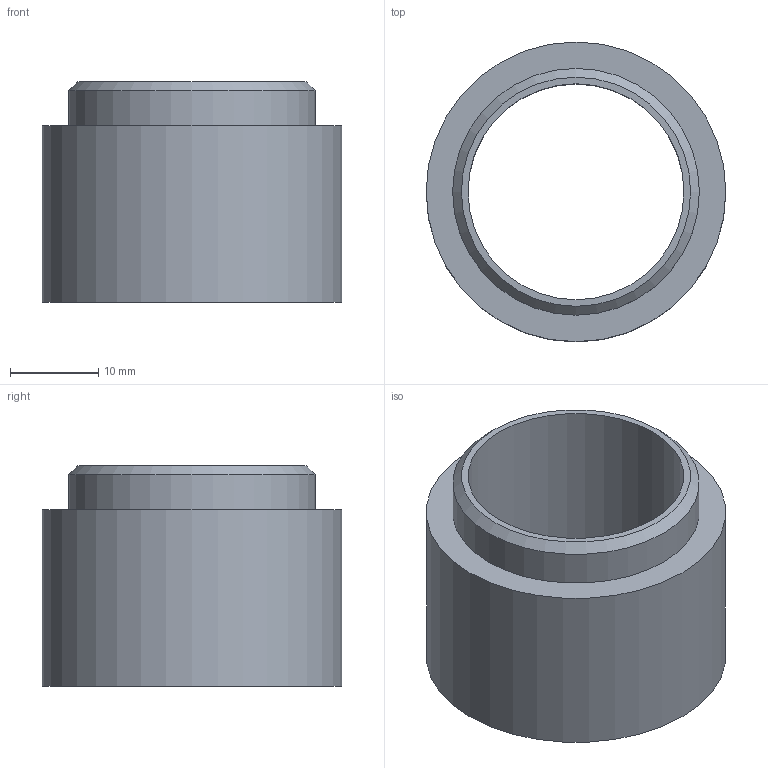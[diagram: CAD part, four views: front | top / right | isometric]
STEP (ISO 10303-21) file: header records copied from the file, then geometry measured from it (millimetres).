
FILE_DESCRIPTION(/* description */ ('Unknown'),/* implementation_level */ '2;1');
FILE_NAME(/* name */ 'Feder_Spacer',/* time_stamp */ '2024-02-27T11:23:19+01:00',/* author */ ('Unknown'),/* organization */ ('Unknown'),/* preprocessor_version */ 'ST-DEVELOPER v18.102',/* originating_system */ 'Solid Edge',/* authorisation */ 'Unknown');
FILE_SCHEMA (('AUTOMOTIVE_DESIGN {1 0 10303 214 3 1 1}'));
Length unit declared in the file: millimetre
Products named in the file (1): Feder_Spacer
Bounding box: 34 x 34 x 25 mm (x, y, z)
Volume: 8462.9 mm3; surface area: 5392.1 mm2
Topology: 1 solids, 1 shells, 9 faces, 16 edges, 11 vertices
Faces by surface type: cylinder 4, plane 4, cone 1
Full cylindrical faces by diameter (mm): 24.5 x1, 28 x1, 28.3 x1, 34 x1
Entity records: 218 total; most frequent: DIRECTION 38, CARTESIAN_POINT 28, AXIS2_PLACEMENT_3D 19, ORIENTED_EDGE 18, EDGE_LOOP 18, FACE_BOUND 18, EDGE_CURVE 9, VERTEX_POINT 9
